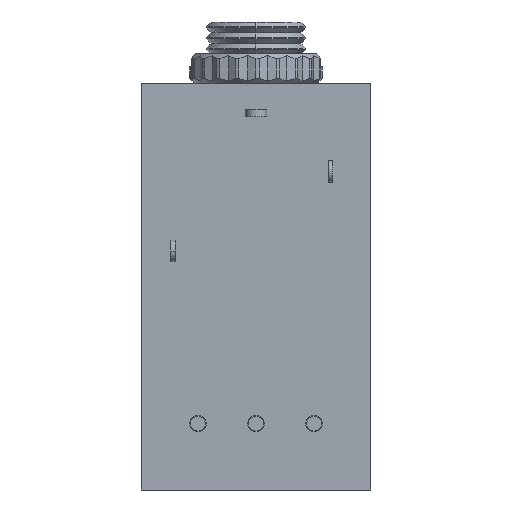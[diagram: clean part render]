
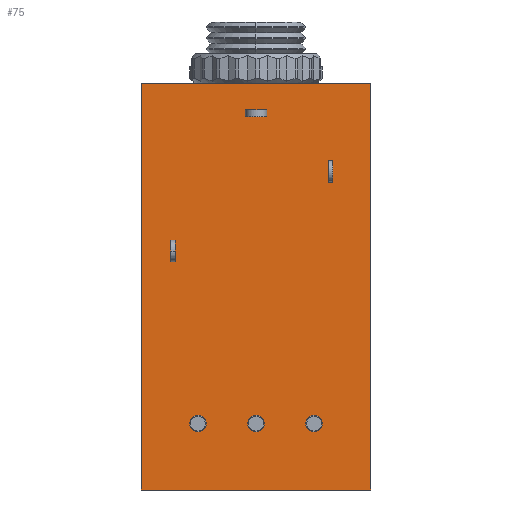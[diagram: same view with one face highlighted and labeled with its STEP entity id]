
A CAD part, front view. The second image highlights one B-rep face of the part: STEP entity #75.
In plain terms, the highlighted face is planar.
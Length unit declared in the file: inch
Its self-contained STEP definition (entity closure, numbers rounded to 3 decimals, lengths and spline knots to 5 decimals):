
#75 = ADVANCED_FACE ( 'NONE', ( #4230, #4232, #4225, #4231 ), #14306, .F. ) ;
#3216 = EDGE_LOOP ( 'NONE', ( #10368, #10374 ) ) ;
#3218 = EDGE_LOOP ( 'NONE', ( #11095, #11094 ) ) ;
#3224 = EDGE_LOOP ( 'NONE', ( #13030, #13029, #13028, #12999 ) ) ;
#3260 = EDGE_LOOP ( 'NONE', ( #15322, #10371 ) ) ;
#3763 = AXIS2_PLACEMENT_3D ( 'NONE', #14315, #14313, #14294 ) ;
#4225 = FACE_BOUND ( 'NONE', #3218, .T. ) ;
#4230 = FACE_BOUND ( 'NONE', #3260, .T. ) ;
#4231 = FACE_OUTER_BOUND ( 'NONE', #3224, .T. ) ;
#4232 = FACE_BOUND ( 'NONE', #3216, .T. ) ;
#8331 = CARTESIAN_POINT ( 'NONE',  ( -0.1378, 0., 0.34449 ) ) ;
#8337 = CARTESIAN_POINT ( 'NONE',  ( -0.1378, 0., 0.30512 ) ) ;
#8340 = CARTESIAN_POINT ( 'NONE',  ( 0.1378, 0., 0.30512 ) ) ;
#8341 = CARTESIAN_POINT ( 'NONE',  ( 0.1378, 0., 0.34449 ) ) ;
#8342 = CARTESIAN_POINT ( 'NONE',  ( -0.27165, 0., -0.48228 ) ) ;
#8343 = CARTESIAN_POINT ( 'NONE',  ( -0.27165, 0., 0.48228 ) ) ;
#8344 = CARTESIAN_POINT ( 'NONE',  ( 0., 0., 0.30512 ) ) ;
#8345 = CARTESIAN_POINT ( 'NONE',  ( 0., 0., 0.34449 ) ) ;
#8346 = CARTESIAN_POINT ( 'NONE',  ( 0.27165, 0., -0.48228 ) ) ;
#8347 = CARTESIAN_POINT ( 'NONE',  ( 0.27165, 0., 0.48228 ) ) ;
#9624 = CARTESIAN_POINT ( 'NONE',  ( 0., 0., 0.3248 ) ) ;
#9625 = DIRECTION ( 'NONE',  ( 0., 1., 0. ) ) ;
#9626 = DIRECTION ( 'NONE',  ( 0., 0., 1. ) ) ;
#9627 = CARTESIAN_POINT ( 'NONE',  ( 0.1378, 0., 0.3248 ) ) ;
#9628 = DIRECTION ( 'NONE',  ( 0., 1., 0. ) ) ;
#9629 = DIRECTION ( 'NONE',  ( 0., 0., 1. ) ) ;
#9630 = CARTESIAN_POINT ( 'NONE',  ( -0.1378, 0., 0.3248 ) ) ;
#9631 = DIRECTION ( 'NONE',  ( 0., 1., 0. ) ) ;
#9632 = DIRECTION ( 'NONE',  ( 0., 0., 1. ) ) ;
#9639 = CARTESIAN_POINT ( 'NONE',  ( -0.27165, 0., 0.48228 ) ) ;
#9645 = DIRECTION ( 'NONE',  ( 1., 0., 0. ) ) ;
#9650 = CARTESIAN_POINT ( 'NONE',  ( 0.27165, 0., 0.48228 ) ) ;
#9651 = DIRECTION ( 'NONE',  ( 0., 0., -1. ) ) ;
#9655 = CARTESIAN_POINT ( 'NONE',  ( -0.27165, 0., -0.48228 ) ) ;
#9656 = DIRECTION ( 'NONE',  ( -1., 0., 0. ) ) ;
#9663 = CARTESIAN_POINT ( 'NONE',  ( -0.27165, 0., 0.48228 ) ) ;
#9664 = DIRECTION ( 'NONE',  ( 0., 0., 1. ) ) ;
#9670 = CARTESIAN_POINT ( 'NONE',  ( 0., 0., 0.3248 ) ) ;
#9671 = DIRECTION ( 'NONE',  ( 0., 1., 0. ) ) ;
#9672 = DIRECTION ( 'NONE',  ( 0., 0., 1. ) ) ;
#9679 = CARTESIAN_POINT ( 'NONE',  ( 0.1378, 0., 0.3248 ) ) ;
#9680 = DIRECTION ( 'NONE',  ( 0., 1., 0. ) ) ;
#9681 = DIRECTION ( 'NONE',  ( 0., 0., 1. ) ) ;
#9685 = CARTESIAN_POINT ( 'NONE',  ( -0.1378, 0., 0.3248 ) ) ;
#9686 = DIRECTION ( 'NONE',  ( 0., 1., 0. ) ) ;
#9687 = DIRECTION ( 'NONE',  ( 0., 0., 1. ) ) ;
#10110 = CIRCLE ( 'NONE', #10427, 0.01969 ) ;
#10111 = CIRCLE ( 'NONE', #10425, 0.01969 ) ;
#10113 = CIRCLE ( 'NONE', #10428, 0.01969 ) ;
#10118 = LINE ( 'NONE', #9639, #10122 ) ;
#10122 = VECTOR ( 'NONE', #9645, 39.37008 ) ;
#10125 = LINE ( 'NONE', #9650, #10128 ) ;
#10128 = VECTOR ( 'NONE', #9651, 39.37008 ) ;
#10131 = LINE ( 'NONE', #9655, #10134 ) ;
#10134 = VECTOR ( 'NONE', #9656, 39.37008 ) ;
#10139 = LINE ( 'NONE', #9663, #10142 ) ;
#10142 = VECTOR ( 'NONE', #9664, 39.37008 ) ;
#10143 = CIRCLE ( 'NONE', #10433, 0.01969 ) ;
#10149 = CIRCLE ( 'NONE', #10435, 0.01969 ) ;
#10151 = CIRCLE ( 'NONE', #10436, 0.01969 ) ;
#10368 = ORIENTED_EDGE ( 'NONE', *, *, #14021, .F. ) ;
#10371 = ORIENTED_EDGE ( 'NONE', *, *, #14046, .F. ) ;
#10374 = ORIENTED_EDGE ( 'NONE', *, *, #14043, .F. ) ;
#10425 = AXIS2_PLACEMENT_3D ( 'NONE', #9624, #9625, #9626 ) ;
#10427 = AXIS2_PLACEMENT_3D ( 'NONE', #9627, #9628, #9629 ) ;
#10428 = AXIS2_PLACEMENT_3D ( 'NONE', #9630, #9631, #9632 ) ;
#10433 = AXIS2_PLACEMENT_3D ( 'NONE', #9670, #9671, #9672 ) ;
#10435 = AXIS2_PLACEMENT_3D ( 'NONE', #9679, #9680, #9681 ) ;
#10436 = AXIS2_PLACEMENT_3D ( 'NONE', #9685, #9686, #9687 ) ;
#11094 = ORIENTED_EDGE ( 'NONE', *, *, #14039, .F. ) ;
#11095 = ORIENTED_EDGE ( 'NONE', *, *, #14020, .F. ) ;
#11937 = VERTEX_POINT ( 'NONE', #8337 ) ;
#11938 = VERTEX_POINT ( 'NONE', #8331 ) ;
#11941 = VERTEX_POINT ( 'NONE', #8340 ) ;
#11942 = VERTEX_POINT ( 'NONE', #8341 ) ;
#11943 = VERTEX_POINT ( 'NONE', #8342 ) ;
#11944 = VERTEX_POINT ( 'NONE', #8343 ) ;
#11945 = VERTEX_POINT ( 'NONE', #8344 ) ;
#11946 = VERTEX_POINT ( 'NONE', #8345 ) ;
#11947 = VERTEX_POINT ( 'NONE', #8346 ) ;
#11948 = VERTEX_POINT ( 'NONE', #8347 ) ;
#12999 = ORIENTED_EDGE ( 'NONE', *, *, #14033, .T. ) ;
#13028 = ORIENTED_EDGE ( 'NONE', *, *, #14030, .T. ) ;
#13029 = ORIENTED_EDGE ( 'NONE', *, *, #14027, .T. ) ;
#13030 = ORIENTED_EDGE ( 'NONE', *, *, #14037, .T. ) ;
#14020 = EDGE_CURVE ( 'NONE', #11946, #11945, #10111, .T. ) ;
#14021 = EDGE_CURVE ( 'NONE', #11942, #11941, #10110, .T. ) ;
#14022 = EDGE_CURVE ( 'NONE', #11938, #11937, #10113, .T. ) ;
#14027 = EDGE_CURVE ( 'NONE', #11944, #11948, #10118, .T. ) ;
#14030 = EDGE_CURVE ( 'NONE', #11948, #11947, #10125, .T. ) ;
#14033 = EDGE_CURVE ( 'NONE', #11947, #11943, #10131, .T. ) ;
#14037 = EDGE_CURVE ( 'NONE', #11943, #11944, #10139, .T. ) ;
#14039 = EDGE_CURVE ( 'NONE', #11945, #11946, #10143, .T. ) ;
#14043 = EDGE_CURVE ( 'NONE', #11941, #11942, #10149, .T. ) ;
#14046 = EDGE_CURVE ( 'NONE', #11937, #11938, #10151, .T. ) ;
#14294 = DIRECTION ( 'NONE',  ( 0., 0., -1. ) ) ;
#14306 = PLANE ( 'NONE',  #3763 ) ;
#14313 = DIRECTION ( 'NONE',  ( 0., -1., 0. ) ) ;
#14315 = CARTESIAN_POINT ( 'NONE',  ( -0.27165, 0., -0.48228 ) ) ;
#15322 = ORIENTED_EDGE ( 'NONE', *, *, #14022, .F. ) ;
